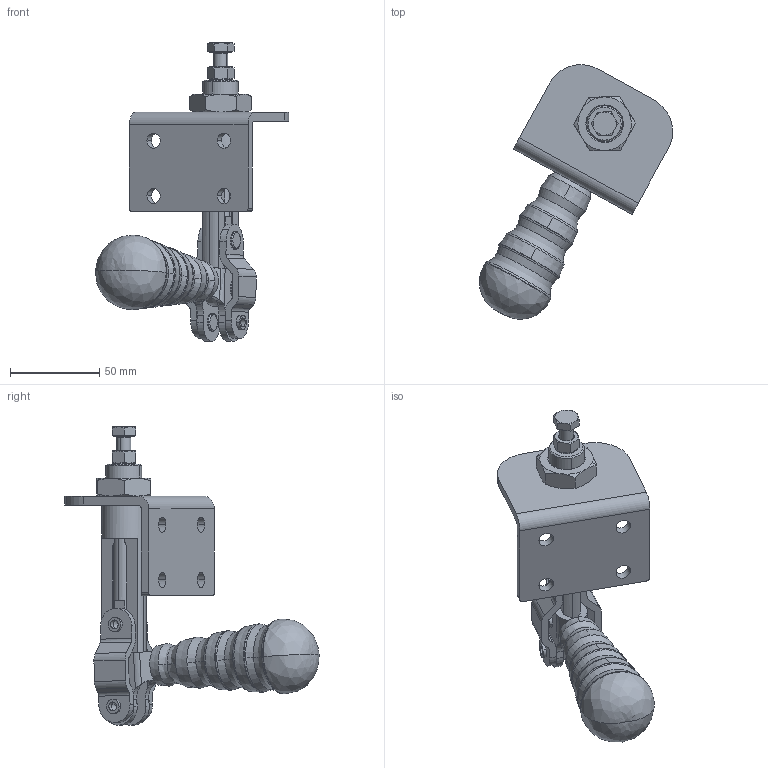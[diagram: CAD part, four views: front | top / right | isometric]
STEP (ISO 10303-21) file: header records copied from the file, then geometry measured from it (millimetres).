
FILE_DESCRIPTION((''),'2;1');
FILE_NAME('371-opened.stp','2005-09-28T08:52:58',('Kysilko'),(''),'Autodesk Inventor 8','Autodesk Inventor 8','');
FILE_SCHEMA(('AUTOMOTIVE_DESIGN { 1 0 10303 214 1 1 1 1 }'));
Length unit declared in the file: millimetre
Products named in the file (1): Part20
Bounding box: 108.44 x 142.61 x 167.26 mm (x, y, z)
Volume: 177063.9 mm3; surface area: 53242.2 mm2
Topology: 1 solids, 4 shells, 386 faces, 1016 edges, 641 vertices
Faces by surface type: plane 116, cylinder 101, bspline 79, cone 68, torus 22
Entity records: 14160 total; most frequent: CARTESIAN_POINT 4793, ORIENTED_EDGE 2004, DIRECTION 1994, EDGE_CURVE 1002, AXIS2_PLACEMENT_3D 786, VERTEX_POINT 641, CIRCLE 474, EDGE_LOOP 423
